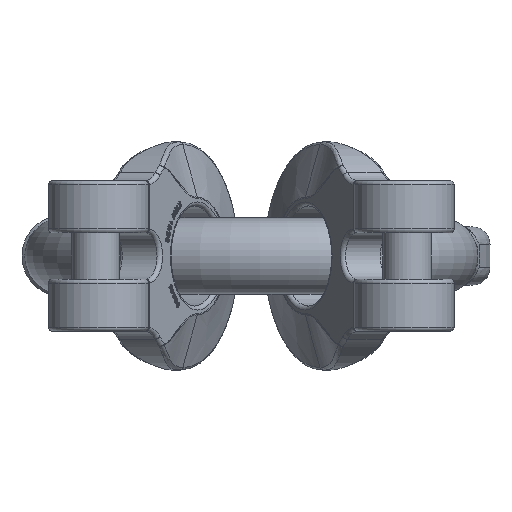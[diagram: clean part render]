
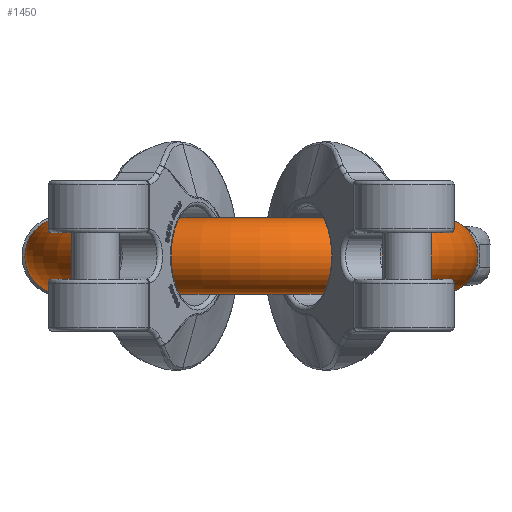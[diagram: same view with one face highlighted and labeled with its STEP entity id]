
A CAD part, front view. The second image highlights one B-rep face of the part: STEP entity #1450.
In plain terms, the highlighted toroidal (fillet/blend) face has major radius 94 mm and minor radius 19 mm.
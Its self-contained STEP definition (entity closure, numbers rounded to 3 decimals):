
#345=TOROIDAL_SURFACE('',#11944,94.,19.);
#1450=ADVANCED_FACE('',(#3392,#3393),#345,.T.);
#2140=CIRCLE('',#11934,19.);
#2142=CIRCLE('',#11942,19.);
#3392=FACE_BOUND('',#3786,.T.);
#3393=FACE_BOUND('',#3787,.T.);
#3786=EDGE_LOOP('',(#5725));
#3787=EDGE_LOOP('',(#5726));
#5725=ORIENTED_EDGE('',*,*,#9389,.T.);
#5726=ORIENTED_EDGE('',*,*,#9355,.F.);
#8020=VERTEX_POINT('',#18982);
#8054=VERTEX_POINT('',#19162);
#9355=EDGE_CURVE('',#8020,#8020,#2140,.T.);
#9389=EDGE_CURVE('',#8054,#8054,#2142,.T.);
#11934=AXIS2_PLACEMENT_3D('',#18981,#13179,#13180);
#11942=AXIS2_PLACEMENT_3D('',#19161,#13203,#13204);
#11944=AXIS2_PLACEMENT_3D('',#19164,#13207,#13208);
#13179=DIRECTION('',(0.,1.,0.));
#13180=DIRECTION('',(-1.,0.,0.));
#13203=DIRECTION('',(0.,-1.,0.));
#13204=DIRECTION('',(1.,0.,0.));
#13207=DIRECTION('',(0.,0.,1.));
#13208=DIRECTION('',(1.,0.,0.));
#18981=CARTESIAN_POINT('',(-94.,-44.5,0.));
#18982=CARTESIAN_POINT('',(-113.,-44.5,0.));
#19161=CARTESIAN_POINT('',(94.,-44.5,0.));
#19162=CARTESIAN_POINT('',(113.,-44.5,0.));
#19164=CARTESIAN_POINT('',(0.,-44.5,0.));
